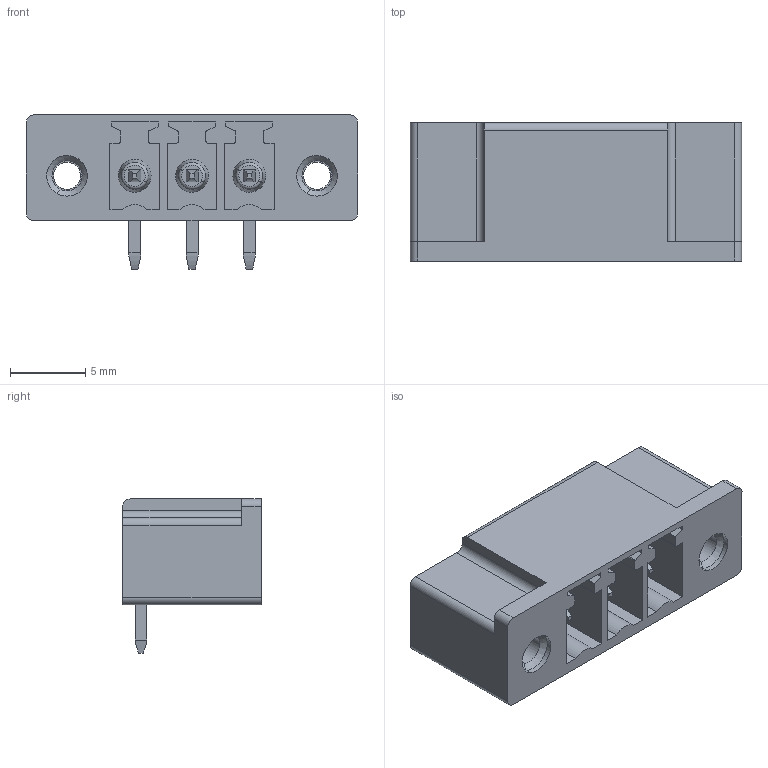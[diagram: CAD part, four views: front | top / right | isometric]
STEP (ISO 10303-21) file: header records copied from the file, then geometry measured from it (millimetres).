
FILE_DESCRIPTION(('CATIA V5 STEP Exchange','CAx-IF Rec.Pracs.--- Model Styling and Organization---1.2---2011-12-15'),'2;1');
FILE_NAME ('D1456257_0', '2018-09-29T04:43:27+00:00', ('none'), ('Weidmueller'), 'CATIA Version 5-6 Release 2014', 'CATIA V5 STEP AP214', 'none');
FILE_SCHEMA(('AUTOMOTIVE_DESIGN { 1 0 10303 214 1 1 1 1 }'));
Length unit declared in the file: millimetre
Products named in the file (1): 1793340000
Bounding box: 22.02 x 9.2 x 10.25 mm (x, y, z)
Volume: 856.1 mm3; surface area: 1635 mm2
Topology: 4 solids, 4 shells, 274 faces, 773 edges, 518 vertices
Faces by surface type: plane 183, cylinder 75, cone 10, torus 6
Entity records: 8339 total; most frequent: CARTESIAN_POINT 1612, ORIENTED_EDGE 1546, DIRECTION 1104, EDGE_CURVE 773, VECTOR 587, LINE 587, VERTEX_POINT 518, AXIS2_PLACEMENT_3D 339
